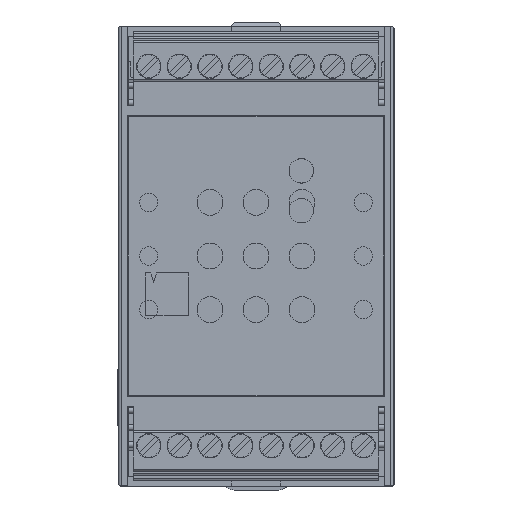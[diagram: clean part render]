
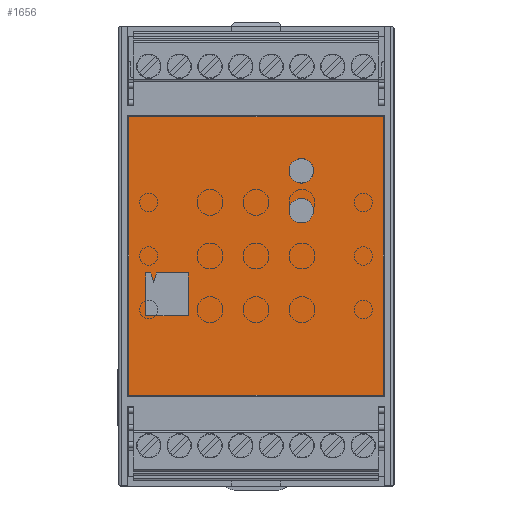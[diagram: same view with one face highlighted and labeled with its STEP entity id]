
A CAD part, front view. The second image highlights one B-rep face of the part: STEP entity #1656.
In plain terms, the highlighted planar face has unit normal (0, -1, 0).
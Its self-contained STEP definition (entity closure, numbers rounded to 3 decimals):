
#1656=ADVANCED_FACE('',(#5006,#5007,#5008,#5009),#5010,.F.);
#5006=FACE_BOUND('',#8359,.T.);
#5007=FACE_BOUND('',#8360,.T.);
#5008=FACE_BOUND('',#8361,.T.);
#5009=FACE_OUTER_BOUND('',#8362,.T.);
#5010=PLANE('',#8363);
#8359=EDGE_LOOP('',(#21562,#21563,#21564,#21565,#21566,#21567,#21568));
#8360=EDGE_LOOP('',(#21569,#21570));
#8361=EDGE_LOOP('',(#21571,#21572));
#8362=EDGE_LOOP('',(#21573,#21574,#21575,#21576));
#8363=AXIS2_PLACEMENT_3D('',#21577,#21578,#21579);
#21562=ORIENTED_EDGE('',*,*,#25786,.T.);
#21563=ORIENTED_EDGE('',*,*,#25790,.T.);
#21564=ORIENTED_EDGE('',*,*,#25793,.T.);
#21565=ORIENTED_EDGE('',*,*,#25796,.T.);
#21566=ORIENTED_EDGE('',*,*,#25799,.T.);
#21567=ORIENTED_EDGE('',*,*,#25802,.T.);
#21568=ORIENTED_EDGE('',*,*,#25804,.T.);
#21569=ORIENTED_EDGE('',*,*,#21587,.T.);
#21570=ORIENTED_EDGE('',*,*,#25805,.T.);
#21571=ORIENTED_EDGE('',*,*,#21583,.T.);
#21572=ORIENTED_EDGE('',*,*,#25806,.T.);
#21573=ORIENTED_EDGE('',*,*,#25814,.F.);
#21574=ORIENTED_EDGE('',*,*,#25808,.F.);
#21575=ORIENTED_EDGE('',*,*,#25811,.F.);
#21576=ORIENTED_EDGE('',*,*,#25813,.F.);
#21577=CARTESIAN_POINT('',(-22.5,0.1,37.575));
#21578=DIRECTION('',(0.,1.0,0.));
#21579=DIRECTION('',(-1.0,0.,0.));
#21583=EDGE_CURVE('',#25816,#25820,#25822,.T.);
#21587=EDGE_CURVE('',#25824,#25828,#25830,.T.);
#25786=EDGE_CURVE('',#32816,#32814,#32817,.T.);
#25790=EDGE_CURVE('',#32814,#32821,#32823,.T.);
#25793=EDGE_CURVE('',#32821,#32826,#32828,.T.);
#25796=EDGE_CURVE('',#32826,#32831,#32833,.T.);
#25799=EDGE_CURVE('',#32831,#32836,#32838,.T.);
#25802=EDGE_CURVE('',#32836,#32841,#32843,.T.);
#25804=EDGE_CURVE('',#32841,#32816,#32845,.T.);
#25805=EDGE_CURVE('',#25828,#25824,#32846,.T.);
#25806=EDGE_CURVE('',#25820,#25816,#32847,.T.);
#25808=EDGE_CURVE('',#32848,#32850,#32851,.T.);
#25811=EDGE_CURVE('',#32853,#32848,#32855,.T.);
#25813=EDGE_CURVE('',#32856,#32853,#32858,.T.);
#25814=EDGE_CURVE('',#32850,#32856,#32859,.T.);
#25816=VERTEX_POINT('',#32861);
#25820=VERTEX_POINT('',#32866);
#25822=CIRCLE('',#32869,2.0);
#25824=VERTEX_POINT('',#32871);
#25828=VERTEX_POINT('',#32876);
#25830=CIRCLE('',#32879,2.0);
#32814=VERTEX_POINT('',#43213);
#32816=VERTEX_POINT('',#43216);
#32817=LINE('',#43217,#43218);
#32821=VERTEX_POINT('',#43224);
#32823=LINE('',#43227,#43228);
#32826=VERTEX_POINT('',#43232);
#32828=LINE('',#43235,#43236);
#32831=VERTEX_POINT('',#43240);
#32833=LINE('',#43243,#43244);
#32836=VERTEX_POINT('',#43248);
#32838=LINE('',#43251,#43252);
#32841=VERTEX_POINT('',#43256);
#32843=LINE('',#43259,#43260);
#32845=LINE('',#43263,#43264);
#32846=CIRCLE('',#43265,2.0);
#32847=CIRCLE('',#43266,2.0);
#32848=VERTEX_POINT('',#43267);
#32850=VERTEX_POINT('',#43270);
#32851=LINE('',#43271,#43272);
#32853=VERTEX_POINT('',#43275);
#32855=LINE('',#43278,#43279);
#32856=VERTEX_POINT('',#43280);
#32858=LINE('',#43283,#43284);
#32859=LINE('',#43285,#43286);
#32861=CARTESIAN_POINT('',(-13.1,0.1,44.975));
#32866=CARTESIAN_POINT('',(-17.1,0.1,44.975));
#32869=AXIS2_PLACEMENT_3D('',#43292,#43293,#43294);
#32871=CARTESIAN_POINT('',(-13.1,0.1,51.475));
#32876=CARTESIAN_POINT('',(-17.1,0.1,51.475));
#32879=AXIS2_PLACEMENT_3D('',#43300,#43301,#43302);
#43213=CARTESIAN_POINT('',(-39.649,0.1,34.811));
#43216=CARTESIAN_POINT('',(-40.5,0.1,34.811));
#43217=CARTESIAN_POINT('',(-31.5,0.1,34.811));
#43218=VECTOR('',#49195,1.0);
#43224=CARTESIAN_POINT('',(-39.194,0.1,33.232));
#43227=CARTESIAN_POINT('',(-39.359,0.1,33.803));
#43228=VECTOR('',#49199,1.0);
#43232=CARTESIAN_POINT('',(-38.738,0.1,34.811));
#43235=CARTESIAN_POINT('',(-37.974,0.1,37.459));
#43236=VECTOR('',#49202,1.0);
#43240=CARTESIAN_POINT('',(-33.514,0.1,34.811));
#43243=CARTESIAN_POINT('',(-30.619,0.1,34.811));
#43244=VECTOR('',#49205,1.0);
#43248=CARTESIAN_POINT('',(-33.514,0.1,27.825));
#43251=CARTESIAN_POINT('',(-33.514,0.1,36.193));
#43252=VECTOR('',#49208,1.0);
#43256=CARTESIAN_POINT('',(-40.5,0.1,27.825));
#43259=CARTESIAN_POINT('',(-28.007,0.1,27.825));
#43260=VECTOR('',#49211,1.0);
#43263=CARTESIAN_POINT('',(-40.5,0.1,32.7));
#43264=VECTOR('',#49213,1.0);
#43265=AXIS2_PLACEMENT_3D('',#49214,#49215,#49216);
#43266=AXIS2_PLACEMENT_3D('',#49217,#49218,#49219);
#43267=CARTESIAN_POINT('',(-1.75,0.1,14.825));
#43270=CARTESIAN_POINT('',(-43.25,0.1,14.825));
#43271=CARTESIAN_POINT('',(-22.5,0.1,14.825));
#43272=VECTOR('',#49221,1.0);
#43275=CARTESIAN_POINT('',(-1.75,0.1,60.325));
#43278=CARTESIAN_POINT('',(-1.75,0.1,37.575));
#43279=VECTOR('',#49224,1.0);
#43280=CARTESIAN_POINT('',(-43.25,0.1,60.325));
#43283=CARTESIAN_POINT('',(-22.5,0.1,60.325));
#43284=VECTOR('',#49226,1.0);
#43285=CARTESIAN_POINT('',(-43.25,0.1,37.575));
#43286=VECTOR('',#49227,1.0);
#43292=CARTESIAN_POINT('',(-15.1,0.1,44.975));
#43293=DIRECTION('',(0.,1.0,0.));
#43294=DIRECTION('',(1.0,0.,0.));
#43300=CARTESIAN_POINT('',(-15.1,0.1,51.475));
#43301=DIRECTION('',(0.,1.0,0.));
#43302=DIRECTION('',(1.0,0.,0.));
#49195=DIRECTION('',(1.0,0.,0.));
#49199=DIRECTION('',(0.277,0.,-0.961));
#49202=DIRECTION('',(0.277,0.,0.961));
#49205=DIRECTION('',(1.0,0.,0.));
#49208=DIRECTION('',(0.,0.,-1.0));
#49211=DIRECTION('',(-1.0,0.,0.));
#49213=DIRECTION('',(0.,0.,1.0));
#49214=CARTESIAN_POINT('',(-15.1,0.1,51.475));
#49215=DIRECTION('',(0.,1.0,0.));
#49216=DIRECTION('',(1.0,0.,0.));
#49217=CARTESIAN_POINT('',(-15.1,0.1,44.975));
#49218=DIRECTION('',(0.,1.0,0.));
#49219=DIRECTION('',(1.0,0.,0.));
#49221=DIRECTION('',(-1.0,0.,0.));
#49224=DIRECTION('',(0.,0.,-1.0));
#49226=DIRECTION('',(1.0,0.,0.));
#49227=DIRECTION('',(0.,0.,1.0));
